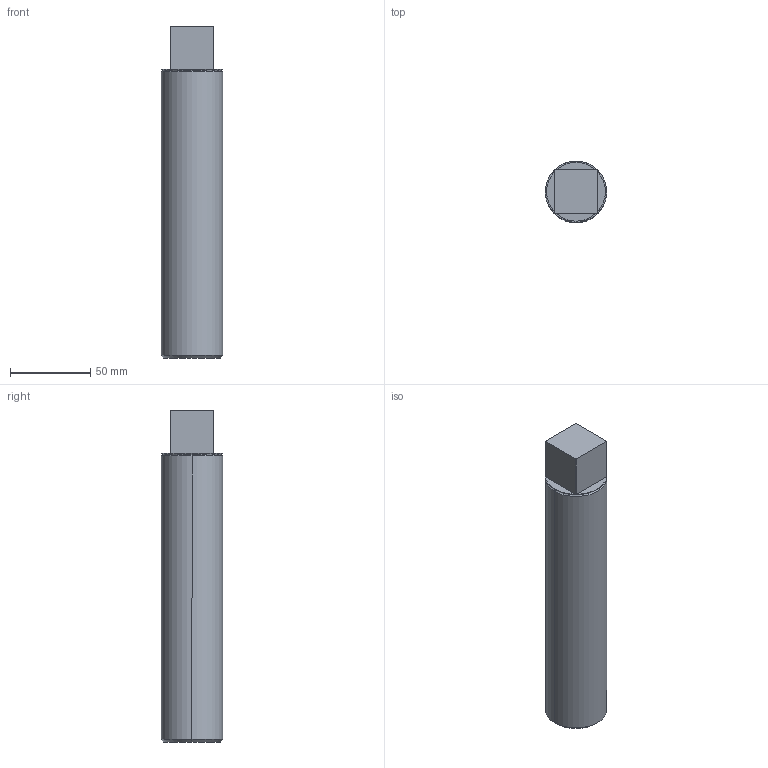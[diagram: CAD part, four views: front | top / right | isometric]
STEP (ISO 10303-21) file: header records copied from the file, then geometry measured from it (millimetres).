
FILE_DESCRIPTION((''),'2;1');
FILE_NAME('E45004.stp','2000-07-05T17:31:54',(''),(''),'AutoCAD STEP 2000','AutoCAD 2000',', , ');
FILE_SCHEMA(('CONFIG_CONTROL_DESIGN'));
Length unit declared in the file: inch
Bounding box: 38.1 x 38.1 x 206.38 mm (x, y, z)
Volume: 223910.6 mm3; surface area: 26648.2 mm2
Topology: 1 solids, 1 shells, 22 faces, 46 edges, 26 vertices
Faces by surface type: plane 10, cylinder 6, bspline 4, cone 2
Entity records: 843 total; most frequent: CARTESIAN_POINT 271, DIRECTION 110, ORIENTED_EDGE 92, EDGE_CURVE 46, AXIS2_PLACEMENT_3D 45, VERTEX_POINT 26, CIRCLE 26, EDGE_LOOP 22
